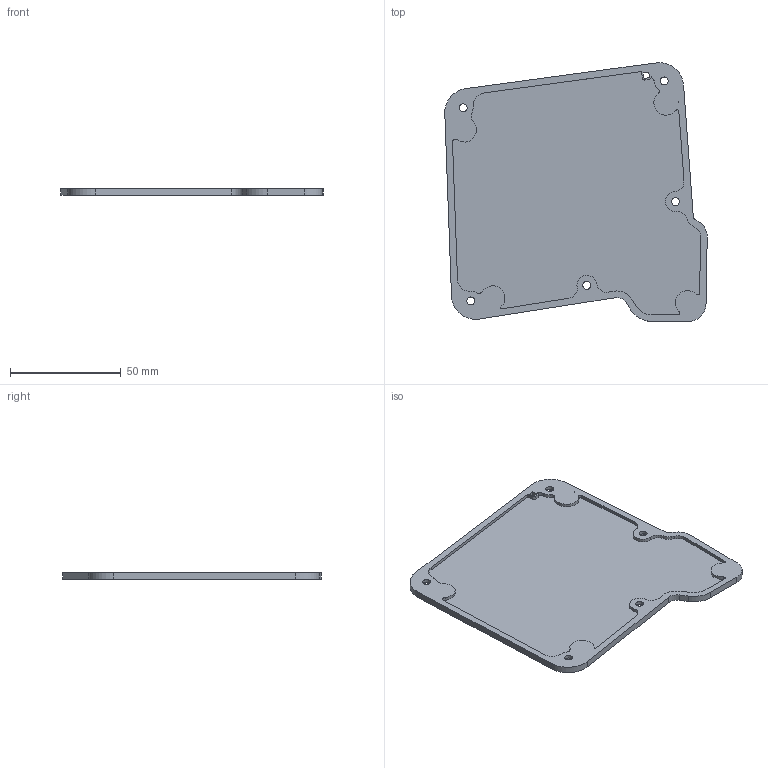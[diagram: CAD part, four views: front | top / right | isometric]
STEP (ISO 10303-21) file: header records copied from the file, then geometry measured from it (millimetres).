
FILE_DESCRIPTION(/* description */ ('STEP AP242','CAx-IF Rec.Pracs.---Representation and Presentation of Product Manufacturing Information (PMI)---4.0---2014-10-13','CAx-IF Rec.Pracs.---3D Tessellated Geometry---0.4---2014-09-14','2;1'),/* implementation_level */ '2;1');
FILE_NAME(/* name */ '66c48526e5002d52f49893a8',/* time_stamp */ '2024-08-20T11:59:35Z',/* author */ (''),/* organization */ (''),/* preprocessor_version */ 'ST-DEVELOPER v20',/* originating_system */ ' ',/* authorisation */ ' ');
FILE_SCHEMA (('AP242_MANAGED_MODEL_BASED_3D_ENGINEERING_MIM_LF { 1 0 10303 442 1 1 4 }'));
Length unit declared in the file: metre
Products named in the file (1): Bottom plate
Bounding box: 118.64 x 116.96 x 3 mm (x, y, z)
Volume: 20557.6 mm3; surface area: 25985.3 mm2
Topology: 1 solids, 1 shells, 85 faces, 226 edges, 149 vertices
Faces by surface type: cylinder 48, plane 32, cone 5
Full cylindrical faces by diameter (mm): 3.6 x5, 8 x4
Entity records: 2657 total; most frequent: DIRECTION 485, CARTESIAN_POINT 447, ORIENTED_EDGE 424, EDGE_CURVE 212, AXIS2_PLACEMENT_3D 187, VERTEX_POINT 149, EDGE_LOOP 117, FACE_BOUND 117
